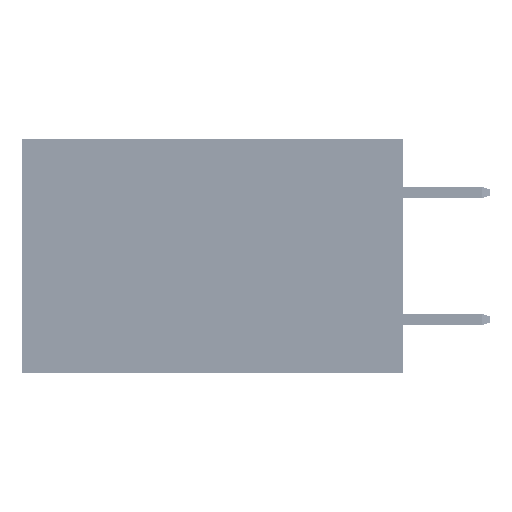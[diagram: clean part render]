
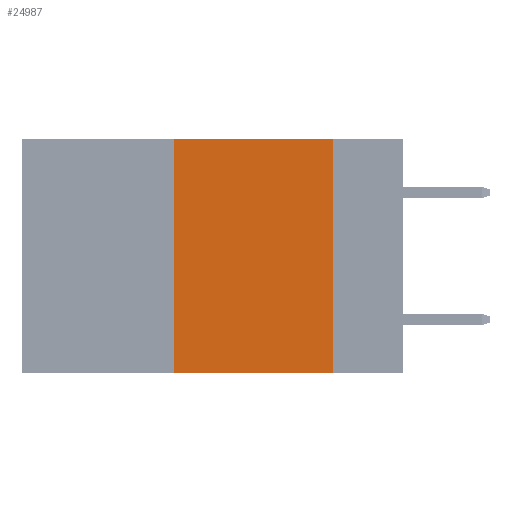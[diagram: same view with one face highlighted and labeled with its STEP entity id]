
A CAD part, left-side view. The second image highlights one B-rep face of the part: STEP entity #24987.
In plain terms, the highlighted planar face has unit normal (-1, 0, 0).
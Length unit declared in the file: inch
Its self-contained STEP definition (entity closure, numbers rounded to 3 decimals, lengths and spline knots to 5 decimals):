
#868 = EDGE_LOOP ( 'NONE', ( #43939, #1404, #21762, #15614 ) ) ;
#989 = VECTOR ( 'NONE', #12489, 39.37008 ) ;
#1404 = ORIENTED_EDGE ( 'NONE', *, *, #37363, .F. ) ;
#4574 = CARTESIAN_POINT ( 'NONE',  ( 0., 0.36, -0.37 ) ) ;
#6133 = VERTEX_POINT ( 'NONE', #4574 ) ;
#8801 = EDGE_CURVE ( 'NONE', #6133, #46951, #20918, .T. ) ;
#8848 = DIRECTION ( 'NONE',  ( 0., -1., 0. ) ) ;
#10440 = EDGE_CURVE ( 'NONE', #6133, #40287, #49426, .T. ) ;
#10625 = CARTESIAN_POINT ( 'NONE',  ( 0., 0.6, 0. ) ) ;
#12489 = DIRECTION ( 'NONE',  ( 0., 0., 1. ) ) ;
#13132 = CARTESIAN_POINT ( 'NONE',  ( 0., 0.11, 0. ) ) ;
#13609 = VECTOR ( 'NONE', #23107, 39.37008 ) ;
#14839 = VERTEX_POINT ( 'NONE', #13132 ) ;
#15614 = ORIENTED_EDGE ( 'NONE', *, *, #10440, .T. ) ;
#17151 = AXIS2_PLACEMENT_3D ( 'NONE', #10625, #25901, #39066 ) ;
#20918 = LINE ( 'NONE', #36975, #989 ) ;
#21762 = ORIENTED_EDGE ( 'NONE', *, *, #8801, .F. ) ;
#22449 = DIRECTION ( 'NONE',  ( 0., -1., 0. ) ) ;
#22665 = EDGE_CURVE ( 'NONE', #14839, #40287, #34967, .T. ) ;
#23107 = DIRECTION ( 'NONE',  ( 0., 0., -1. ) ) ;
#24987 = ADVANCED_FACE ( 'NONE', ( #26676 ), #46217, .F. ) ;
#25901 = DIRECTION ( 'NONE',  ( 1., 0., 0. ) ) ;
#26676 = FACE_OUTER_BOUND ( 'NONE', #868, .T. ) ;
#27052 = CARTESIAN_POINT ( 'NONE',  ( 0., 0.11, 0. ) ) ;
#29586 = VECTOR ( 'NONE', #8848, 39.37008 ) ;
#33023 = CARTESIAN_POINT ( 'NONE',  ( 0., 0.36, 0. ) ) ;
#34967 = LINE ( 'NONE', #27052, #13609 ) ;
#36975 = CARTESIAN_POINT ( 'NONE',  ( 0., 0.36, 0. ) ) ;
#37363 = EDGE_CURVE ( 'NONE', #46951, #14839, #46434, .T. ) ;
#39066 = DIRECTION ( 'NONE',  ( 0., 0., -1. ) ) ;
#40253 = CARTESIAN_POINT ( 'NONE',  ( 0., 0.11, -0.37 ) ) ;
#40287 = VERTEX_POINT ( 'NONE', #40253 ) ;
#41345 = VECTOR ( 'NONE', #22449, 39.37008 ) ;
#42481 = CARTESIAN_POINT ( 'NONE',  ( 0., 0.6, 0. ) ) ;
#43939 = ORIENTED_EDGE ( 'NONE', *, *, #22665, .F. ) ;
#44959 = CARTESIAN_POINT ( 'NONE',  ( 0., 0.6, -0.37 ) ) ;
#46217 = PLANE ( 'NONE',  #17151 ) ;
#46434 = LINE ( 'NONE', #42481, #41345 ) ;
#46951 = VERTEX_POINT ( 'NONE', #33023 ) ;
#49426 = LINE ( 'NONE', #44959, #29586 ) ;
